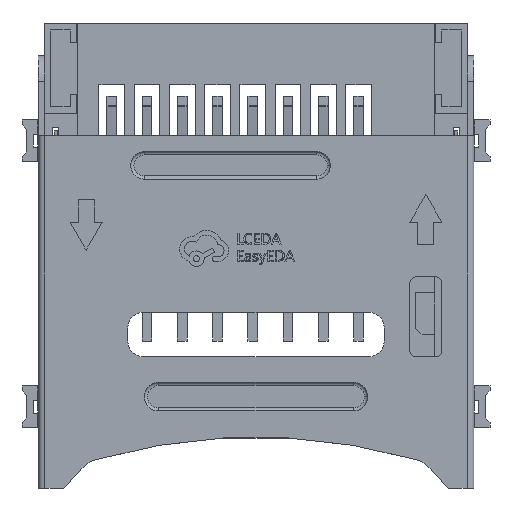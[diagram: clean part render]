
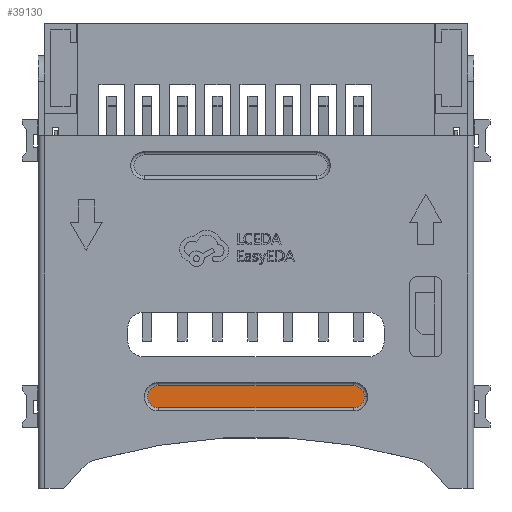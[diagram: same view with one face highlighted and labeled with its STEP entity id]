
A CAD part, top view. The second image highlights one B-rep face of the part: STEP entity #39130.
In plain terms, the highlighted planar face has unit normal (0, 0, 1).
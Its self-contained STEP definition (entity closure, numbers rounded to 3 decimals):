
#386 = VERTEX_POINT ( 'NONE', #30837 ) ;
#1210 = CIRCLE ( 'NONE', #11553, 0.345 ) ;
#2789 = DIRECTION ( 'NONE',  ( 1., 0., 0. ) ) ;
#4049 = ORIENTED_EDGE ( 'NONE', *, *, #25713, .T. ) ;
#4075 = AXIS2_PLACEMENT_3D ( 'NONE', #6298, #16404, #15539 ) ;
#5354 = ORIENTED_EDGE ( 'NONE', *, *, #34042, .T. ) ;
#5861 = VECTOR ( 'NONE', #19921, 1000. ) ;
#6298 = CARTESIAN_POINT ( 'NONE',  ( 3.04, -4.39, 1.8 ) ) ;
#6799 = CARTESIAN_POINT ( 'NONE',  ( 3.04, -4.045, 1.8 ) ) ;
#8132 = CARTESIAN_POINT ( 'NONE',  ( 3.04, -4.734, 1.8 ) ) ;
#9703 = CARTESIAN_POINT ( 'NONE',  ( 3.04, -4.39, 1.8 ) ) ;
#10011 = VERTEX_POINT ( 'NONE', #6799 ) ;
#11553 = AXIS2_PLACEMENT_3D ( 'NONE', #25316, #32276, #26366 ) ;
#14391 = CIRCLE ( 'NONE', #4075, 0.345 ) ;
#15049 = ORIENTED_EDGE ( 'NONE', *, *, #32853, .T. ) ;
#15222 = DIRECTION ( 'NONE',  ( 1., 0., 0. ) ) ;
#15369 = CARTESIAN_POINT ( 'NONE',  ( -3.04, -4.045, 1.8 ) ) ;
#15539 = DIRECTION ( 'NONE',  ( 1., 0., 0. ) ) ;
#15862 = DIRECTION ( 'NONE',  ( 0., 0., 1. ) ) ;
#16404 = DIRECTION ( 'NONE',  ( 0., 0., 1. ) ) ;
#16760 = DIRECTION ( 'NONE',  ( 0., 0., 1. ) ) ;
#17172 = ORIENTED_EDGE ( 'NONE', *, *, #23120, .T. ) ;
#17799 = FACE_OUTER_BOUND ( 'NONE', #36113, .T. ) ;
#19921 = DIRECTION ( 'NONE',  ( 1., 0., 0. ) ) ;
#23065 = CIRCLE ( 'NONE', #27871, 0.345 ) ;
#23120 = EDGE_CURVE ( 'NONE', #39058, #386, #23065, .T. ) ;
#24267 = EDGE_CURVE ( 'NONE', #36872, #38474, #1210, .T. ) ;
#25316 = CARTESIAN_POINT ( 'NONE',  ( -3.04, -4.39, 1.8 ) ) ;
#25708 = DIRECTION ( 'NONE',  ( -1., 0., 0. ) ) ;
#25713 = EDGE_CURVE ( 'NONE', #38474, #39058, #32928, .T. ) ;
#26366 = DIRECTION ( 'NONE',  ( 1., 0., 0. ) ) ;
#27871 = AXIS2_PLACEMENT_3D ( 'NONE', #9703, #16760, #2789 ) ;
#28385 = CARTESIAN_POINT ( 'NONE',  ( -3.04, -4.39, 1.8 ) ) ;
#30101 = AXIS2_PLACEMENT_3D ( 'NONE', #28385, #15862, #15222 ) ;
#30117 = VECTOR ( 'NONE', #25708, 1000. ) ;
#30837 = CARTESIAN_POINT ( 'NONE',  ( 3.385, -4.39, 1.8 ) ) ;
#30982 = PLANE ( 'NONE',  #30101 ) ;
#31598 = LINE ( 'NONE', #15369, #30117 ) ;
#32276 = DIRECTION ( 'NONE',  ( 0., 0., 1. ) ) ;
#32853 = EDGE_CURVE ( 'NONE', #10011, #36872, #31598, .T. ) ;
#32928 = LINE ( 'NONE', #42469, #5861 ) ;
#34042 = EDGE_CURVE ( 'NONE', #386, #10011, #14391, .T. ) ;
#35088 = CARTESIAN_POINT ( 'NONE',  ( -3.04, -4.045, 1.8 ) ) ;
#35618 = ORIENTED_EDGE ( 'NONE', *, *, #24267, .T. ) ;
#36113 = EDGE_LOOP ( 'NONE', ( #17172, #5354, #15049, #35618, #4049 ) ) ;
#36872 = VERTEX_POINT ( 'NONE', #35088 ) ;
#37726 = CARTESIAN_POINT ( 'NONE',  ( -3.04, -4.734, 1.8 ) ) ;
#38474 = VERTEX_POINT ( 'NONE', #37726 ) ;
#39058 = VERTEX_POINT ( 'NONE', #8132 ) ;
#39130 = ADVANCED_FACE ( 'NONE', ( #17799 ), #30982, .T. ) ;
#42469 = CARTESIAN_POINT ( 'NONE',  ( -3.04, -4.734, 1.8 ) ) ;
